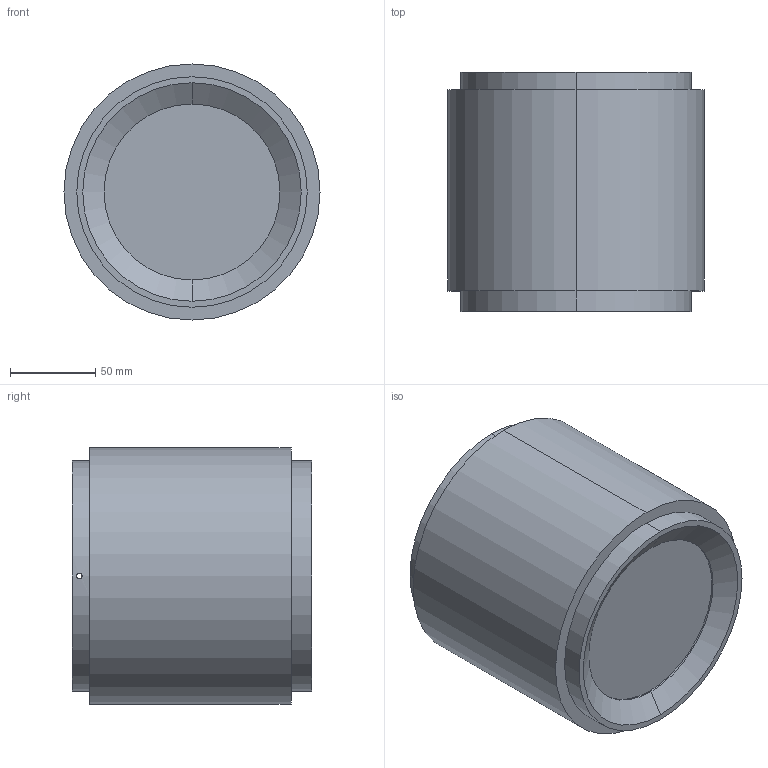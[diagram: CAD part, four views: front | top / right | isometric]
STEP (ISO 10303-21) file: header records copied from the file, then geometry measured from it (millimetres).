
FILE_DESCRIPTION (( 'STEP AP214' ), '1' );
FILE_NAME ('LBL242.STEP', '2021-11-15T06:14:39', ( 'GH' ), ( 'Microsoft' ), 'SwSTEP 2.0', 'SolidWorks 2013', '' );
FILE_SCHEMA (( 'AUTOMOTIVE_DESIGN' ));
Length unit declared in the file: millimetre
Products named in the file (5): LPL-230ヶ遺; 108x2產薛え; LPL-230ľͷ; LBL242; 后圈A
Assembly tree (4 placements, depth 2):
  LBL242
    LPL-230ľͷ
    108x2產薛え
    LPL-230ヶ遺
    后圈A
Bounding box: 150 x 140 x 150 mm (x, y, z)
Volume: 795694.1 mm3; surface area: 171289.8 mm2
Topology: 4 solids, 4 shells, 50 faces, 102 edges, 66 vertices
Faces by surface type: cylinder 30, plane 14, cone 6
Entity records: 1878 total; most frequent: CARTESIAN_POINT 433, DIRECTION 266, ORIENTED_EDGE 204, AXIS2_PLACEMENT_3D 115, EDGE_CURVE 102, VERTEX_POINT 66, EDGE_LOOP 66, CIRCLE 58
